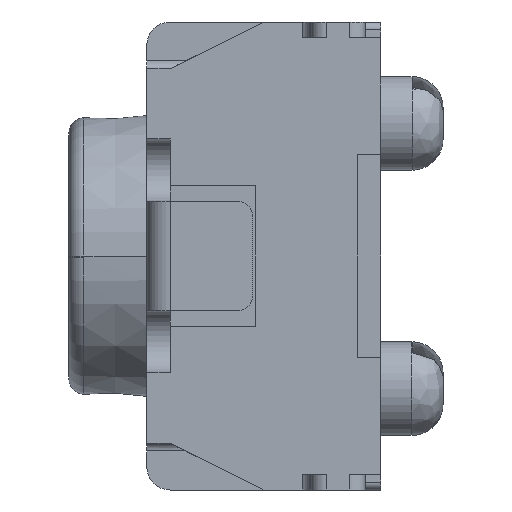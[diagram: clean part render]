
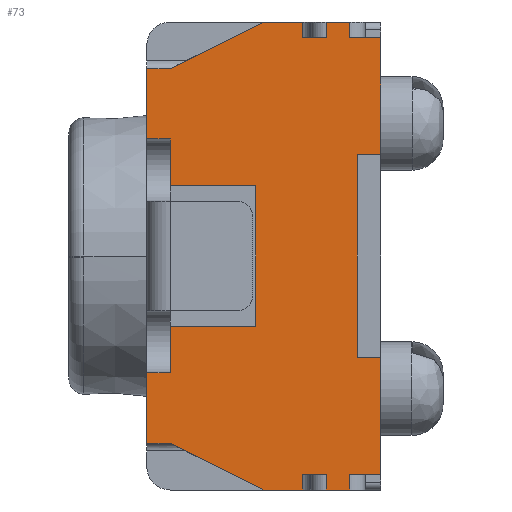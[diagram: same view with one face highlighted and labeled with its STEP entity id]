
A CAD part, left-side view. The second image highlights one B-rep face of the part: STEP entity #73.
In plain terms, the highlighted planar face has unit normal (-1, 0, 0).
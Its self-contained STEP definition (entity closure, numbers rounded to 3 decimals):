
#73=ADVANCED_FACE('',(#834),#835,.T.);
#834=FACE_OUTER_BOUND('',#2276,.T.);
#835=PLANE('',#2277);
#2276=EDGE_LOOP('',(#4564,#4565,#4566,#4567,#4568,#4569,#4570,#4571,#4572,#4573,#4574,#4575,#4576,#4577,#4578,#4579,#4580,#4581,#4582,#4583,#4584,#4585,#4586,#4587,#4588,#4589,#4590,#4591,#4592,#4593,#4594,#4595));
#2277=AXIS2_PLACEMENT_3D('',#4596,#4597,#4598);
#4564=ORIENTED_EDGE('',*,*,#10528,.T.);
#4565=ORIENTED_EDGE('',*,*,#9886,.F.);
#4566=ORIENTED_EDGE('',*,*,#10476,.F.);
#4567=ORIENTED_EDGE('',*,*,#10529,.T.);
#4568=ORIENTED_EDGE('',*,*,#10490,.T.);
#4569=ORIENTED_EDGE('',*,*,#10527,.T.);
#4570=ORIENTED_EDGE('',*,*,#10521,.F.);
#4571=ORIENTED_EDGE('',*,*,#10530,.T.);
#4572=ORIENTED_EDGE('',*,*,#10531,.F.);
#4573=ORIENTED_EDGE('',*,*,#10515,.F.);
#4574=ORIENTED_EDGE('',*,*,#10532,.T.);
#4575=ORIENTED_EDGE('',*,*,#10533,.T.);
#4576=ORIENTED_EDGE('',*,*,#10534,.F.);
#4577=ORIENTED_EDGE('',*,*,#10535,.F.);
#4578=ORIENTED_EDGE('',*,*,#10536,.F.);
#4579=ORIENTED_EDGE('',*,*,#10537,.F.);
#4580=ORIENTED_EDGE('',*,*,#10538,.T.);
#4581=ORIENTED_EDGE('',*,*,#10539,.F.);
#4582=ORIENTED_EDGE('',*,*,#10540,.T.);
#4583=ORIENTED_EDGE('',*,*,#10541,.T.);
#4584=ORIENTED_EDGE('',*,*,#10542,.F.);
#4585=ORIENTED_EDGE('',*,*,#10543,.F.);
#4586=ORIENTED_EDGE('',*,*,#10544,.T.);
#4587=ORIENTED_EDGE('',*,*,#10545,.F.);
#4588=ORIENTED_EDGE('',*,*,#10546,.F.);
#4589=ORIENTED_EDGE('',*,*,#10547,.T.);
#4590=ORIENTED_EDGE('',*,*,#10548,.F.);
#4591=ORIENTED_EDGE('',*,*,#10549,.T.);
#4592=ORIENTED_EDGE('',*,*,#10550,.F.);
#4593=ORIENTED_EDGE('',*,*,#9890,.F.);
#4594=ORIENTED_EDGE('',*,*,#10551,.F.);
#4595=ORIENTED_EDGE('',*,*,#10552,.F.);
#4596=CARTESIAN_POINT('',(-2.0,0.0,-1.5));
#4597=DIRECTION('',(-1.0,0.0,0.0));
#4598=DIRECTION('',(0.0,0.0,1.0));
#9886=EDGE_CURVE('',#11906,#11908,#11909,.T.);
#9890=EDGE_CURVE('',#11914,#11916,#11917,.T.);
#10476=EDGE_CURVE('',#13078,#11906,#13080,.T.);
#10490=EDGE_CURVE('',#13104,#13102,#13105,.T.);
#10515=EDGE_CURVE('',#13147,#13149,#13150,.T.);
#10521=EDGE_CURVE('',#13158,#13160,#13161,.T.);
#10527=EDGE_CURVE('',#13102,#13160,#13169,.T.);
#10528=EDGE_CURVE('',#13170,#11908,#13171,.T.);
#10529=EDGE_CURVE('',#13078,#13104,#13172,.T.);
#10530=EDGE_CURVE('',#13158,#13173,#13174,.T.);
#10531=EDGE_CURVE('',#13149,#13173,#13175,.T.);
#10532=EDGE_CURVE('',#13147,#13176,#13177,.T.);
#10533=EDGE_CURVE('',#13176,#13178,#13179,.T.);
#10534=EDGE_CURVE('',#13180,#13178,#13181,.T.);
#10535=EDGE_CURVE('',#13182,#13180,#13183,.T.);
#10536=EDGE_CURVE('',#13184,#13182,#13185,.T.);
#10537=EDGE_CURVE('',#13186,#13184,#13187,.T.);
#10538=EDGE_CURVE('',#13186,#13188,#13189,.T.);
#10539=EDGE_CURVE('',#13190,#13188,#13191,.T.);
#10540=EDGE_CURVE('',#13190,#13192,#13193,.T.);
#10541=EDGE_CURVE('',#13192,#13194,#13195,.T.);
#10542=EDGE_CURVE('',#13196,#13194,#13197,.T.);
#10543=EDGE_CURVE('',#13198,#13196,#13199,.T.);
#10544=EDGE_CURVE('',#13198,#13200,#13201,.T.);
#10545=EDGE_CURVE('',#13202,#13200,#13203,.T.);
#10546=EDGE_CURVE('',#13204,#13202,#13205,.T.);
#10547=EDGE_CURVE('',#13204,#13206,#13207,.T.);
#10548=EDGE_CURVE('',#13208,#13206,#13209,.T.);
#10549=EDGE_CURVE('',#13208,#13210,#13211,.T.);
#10550=EDGE_CURVE('',#11916,#13210,#13212,.T.);
#10551=EDGE_CURVE('',#13213,#11914,#13214,.T.);
#10552=EDGE_CURVE('',#13170,#13213,#13215,.T.);
#11906=VERTEX_POINT('',#15236);
#11908=VERTEX_POINT('',#15239);
#11909=LINE('',#15240,#15241);
#11914=VERTEX_POINT('',#15248);
#11916=VERTEX_POINT('',#15251);
#11917=LINE('',#15252,#15253);
#13078=VERTEX_POINT('',#16979);
#13080=LINE('',#16981,#16982);
#13102=VERTEX_POINT('',#17013);
#13104=VERTEX_POINT('',#17015);
#13105=LINE('',#17016,#17017);
#13147=VERTEX_POINT('',#17080);
#13149=VERTEX_POINT('',#17083);
#13150=LINE('',#17084,#17085);
#13158=VERTEX_POINT('',#17097);
#13160=VERTEX_POINT('',#17100);
#13161=LINE('',#17101,#17102);
#13169=LINE('',#17113,#17114);
#13170=VERTEX_POINT('',#17115);
#13171=LINE('',#17116,#17117);
#13172=LINE('',#17118,#17119);
#13173=VERTEX_POINT('',#17120);
#13174=LINE('',#17121,#17122);
#13175=LINE('',#17123,#17124);
#13176=VERTEX_POINT('',#17125);
#13177=LINE('',#17126,#17127);
#13178=VERTEX_POINT('',#17128);
#13179=LINE('',#17129,#17130);
#13180=VERTEX_POINT('',#17131);
#13181=LINE('',#17132,#17133);
#13182=VERTEX_POINT('',#17134);
#13183=LINE('',#17135,#17136);
#13184=VERTEX_POINT('',#17137);
#13185=LINE('',#17138,#17139);
#13186=VERTEX_POINT('',#17140);
#13187=LINE('',#17141,#17142);
#13188=VERTEX_POINT('',#17143);
#13189=LINE('',#17144,#17145);
#13190=VERTEX_POINT('',#17146);
#13191=LINE('',#17147,#17148);
#13192=VERTEX_POINT('',#17149);
#13193=LINE('',#17150,#17151);
#13194=VERTEX_POINT('',#17152);
#13195=LINE('',#17153,#17154);
#13196=VERTEX_POINT('',#17155);
#13197=LINE('',#17156,#17157);
#13198=VERTEX_POINT('',#17158);
#13199=LINE('',#17159,#17160);
#13200=VERTEX_POINT('',#17161);
#13201=LINE('',#17162,#17163);
#13202=VERTEX_POINT('',#17164);
#13203=LINE('',#17165,#17166);
#13204=VERTEX_POINT('',#17167);
#13205=LINE('',#17168,#17169);
#13206=VERTEX_POINT('',#17170);
#13207=LINE('',#17171,#17172);
#13208=VERTEX_POINT('',#17173);
#13209=LINE('',#17174,#17175);
#13210=VERTEX_POINT('',#17176);
#13211=LINE('',#17177,#17178);
#13212=LINE('',#17179,#17180);
#13213=VERTEX_POINT('',#17181);
#13214=LINE('',#17182,#17183);
#13215=LINE('',#17184,#17185);
#15236=CARTESIAN_POINT('',(-2.0,0.0,1.4));
#15239=CARTESIAN_POINT('',(-2.0,0.0,0.65));
#15240=CARTESIAN_POINT('',(-2.0,0.0,1.4));
#15241=VECTOR('',#20444,0.75);
#15248=CARTESIAN_POINT('',(-2.0,0.0,-0.65));
#15251=CARTESIAN_POINT('',(-2.0,0.0,-1.4));
#15252=CARTESIAN_POINT('',(-2.0,0.0,-0.65));
#15253=VECTOR('',#20448,0.75);
#16979=CARTESIAN_POINT('',(-2.0,0.2,1.4));
#16981=CARTESIAN_POINT('',(-2.0,0.2,1.4));
#16982=VECTOR('',#21074,0.2);
#17013=CARTESIAN_POINT('',(-2.0,0.35,1.5));
#17015=CARTESIAN_POINT('',(-2.0,0.2,1.5));
#17016=CARTESIAN_POINT('',(-2.0,0.2,1.5));
#17017=VECTOR('',#21096,0.15);
#17080=CARTESIAN_POINT('',(-2.0,1.35,1.2));
#17083=CARTESIAN_POINT('',(-2.0,0.75,1.5));
#17084=CARTESIAN_POINT('',(-2.0,1.35,1.2));
#17085=VECTOR('',#21136,0.671);
#17097=CARTESIAN_POINT('',(-2.0,0.5,1.4));
#17100=CARTESIAN_POINT('',(-2.0,0.35,1.4));
#17101=CARTESIAN_POINT('',(-2.0,0.5,1.4));
#17102=VECTOR('',#21142,0.15);
#17113=CARTESIAN_POINT('',(-2.0,0.35,1.5));
#17114=VECTOR('',#21152,0.1);
#17115=CARTESIAN_POINT('',(-2.0,0.15,0.65));
#17116=CARTESIAN_POINT('',(-2.0,0.15,0.65));
#17117=VECTOR('',#21153,0.15);
#17118=CARTESIAN_POINT('',(-2.0,0.2,1.4));
#17119=VECTOR('',#21154,0.1);
#17120=CARTESIAN_POINT('',(-2.0,0.5,1.5));
#17121=CARTESIAN_POINT('',(-2.0,0.5,1.4));
#17122=VECTOR('',#21155,0.1);
#17123=CARTESIAN_POINT('',(-2.0,0.75,1.5));
#17124=VECTOR('',#21156,0.25);
#17125=CARTESIAN_POINT('',(-2.0,1.5,1.2));
#17126=CARTESIAN_POINT('',(-2.0,1.35,1.2));
#17127=VECTOR('',#21157,0.15);
#17128=CARTESIAN_POINT('',(-2.0,1.5,0.75));
#17129=CARTESIAN_POINT('',(-2.0,1.5,1.2));
#17130=VECTOR('',#21158,0.45);
#17131=CARTESIAN_POINT('',(-2.0,1.35,0.75));
#17132=CARTESIAN_POINT('',(-2.0,1.35,0.75));
#17133=VECTOR('',#21159,0.15);
#17134=CARTESIAN_POINT('',(-2.0,1.35,0.45));
#17135=CARTESIAN_POINT('',(-2.0,1.35,0.45));
#17136=VECTOR('',#21160,0.3);
#17137=CARTESIAN_POINT('',(-2.0,0.8,0.45));
#17138=CARTESIAN_POINT('',(-2.0,0.8,0.45));
#17139=VECTOR('',#21161,0.55);
#17140=CARTESIAN_POINT('',(-2.0,0.8,-0.45));
#17141=CARTESIAN_POINT('',(-2.0,0.8,-0.45));
#17142=VECTOR('',#21162,0.9);
#17143=CARTESIAN_POINT('',(-2.0,1.35,-0.45));
#17144=CARTESIAN_POINT('',(-2.0,0.8,-0.45));
#17145=VECTOR('',#21163,0.55);
#17146=CARTESIAN_POINT('',(-2.0,1.35,-0.75));
#17147=CARTESIAN_POINT('',(-2.0,1.35,-0.75));
#17148=VECTOR('',#21164,0.3);
#17149=CARTESIAN_POINT('',(-2.0,1.5,-0.75));
#17150=CARTESIAN_POINT('',(-2.0,1.35,-0.75));
#17151=VECTOR('',#21165,0.15);
#17152=CARTESIAN_POINT('',(-2.0,1.5,-1.2));
#17153=CARTESIAN_POINT('',(-2.0,1.5,-0.75));
#17154=VECTOR('',#21166,0.45);
#17155=CARTESIAN_POINT('',(-2.0,1.35,-1.2));
#17156=CARTESIAN_POINT('',(-2.0,1.35,-1.2));
#17157=VECTOR('',#21167,0.15);
#17158=CARTESIAN_POINT('',(-2.0,0.75,-1.5));
#17159=CARTESIAN_POINT('',(-2.0,0.75,-1.5));
#17160=VECTOR('',#21168,0.671);
#17161=CARTESIAN_POINT('',(-2.0,0.5,-1.5));
#17162=CARTESIAN_POINT('',(-2.0,0.75,-1.5));
#17163=VECTOR('',#21169,0.25);
#17164=CARTESIAN_POINT('',(-2.0,0.5,-1.4));
#17165=CARTESIAN_POINT('',(-2.0,0.5,-1.4));
#17166=VECTOR('',#21170,0.1);
#17167=CARTESIAN_POINT('',(-2.0,0.35,-1.4));
#17168=CARTESIAN_POINT('',(-2.0,0.35,-1.4));
#17169=VECTOR('',#21171,0.15);
#17170=CARTESIAN_POINT('',(-2.0,0.35,-1.5));
#17171=CARTESIAN_POINT('',(-2.0,0.35,-1.4));
#17172=VECTOR('',#21172,0.1);
#17173=CARTESIAN_POINT('',(-2.0,0.2,-1.5));
#17174=CARTESIAN_POINT('',(-2.0,0.2,-1.5));
#17175=VECTOR('',#21173,0.15);
#17176=CARTESIAN_POINT('',(-2.0,0.2,-1.4));
#17177=CARTESIAN_POINT('',(-2.0,0.2,-1.5));
#17178=VECTOR('',#21174,0.1);
#17179=CARTESIAN_POINT('',(-2.0,0.0,-1.4));
#17180=VECTOR('',#21175,0.2);
#17181=CARTESIAN_POINT('',(-2.0,0.15,-0.65));
#17182=CARTESIAN_POINT('',(-2.0,0.15,-0.65));
#17183=VECTOR('',#21176,0.15);
#17184=CARTESIAN_POINT('',(-2.0,0.15,0.65));
#17185=VECTOR('',#21177,1.3);
#20444=DIRECTION('',(0.0,0.0,-1.0));
#20448=DIRECTION('',(0.0,0.0,-1.0));
#21074=DIRECTION('',(0.0,-1.0,0.0));
#21096=DIRECTION('',(0.0,1.0,0.0));
#21136=DIRECTION('',(0.0,-0.894,0.447));
#21142=DIRECTION('',(0.0,-1.0,0.0));
#21152=DIRECTION('',(0.0,0.0,-1.0));
#21153=DIRECTION('',(0.0,-1.0,0.0));
#21154=DIRECTION('',(0.0,0.0,1.0));
#21155=DIRECTION('',(0.0,0.0,1.0));
#21156=DIRECTION('',(0.0,-1.0,0.));
#21157=DIRECTION('',(0.0,1.0,0.));
#21158=DIRECTION('',(0.0,0.0,-1.0));
#21159=DIRECTION('',(0.0,1.0,0.0));
#21160=DIRECTION('',(0.0,0.0,1.0));
#21161=DIRECTION('',(0.0,1.0,0.0));
#21162=DIRECTION('',(0.0,0.0,1.0));
#21163=DIRECTION('',(0.0,1.0,0.0));
#21164=DIRECTION('',(0.0,0.0,1.0));
#21165=DIRECTION('',(0.0,1.0,0.0));
#21166=DIRECTION('',(0.0,0.0,-1.0));
#21167=DIRECTION('',(0.0,1.0,0.));
#21168=DIRECTION('',(0.0,0.894,0.447));
#21169=DIRECTION('',(0.0,-1.0,0.));
#21170=DIRECTION('',(0.0,0.0,-1.0));
#21171=DIRECTION('',(0.0,1.0,0.0));
#21172=DIRECTION('',(0.0,0.0,-1.0));
#21173=DIRECTION('',(0.0,1.0,0.0));
#21174=DIRECTION('',(0.0,0.0,1.0));
#21175=DIRECTION('',(0.0,1.0,0.0));
#21176=DIRECTION('',(0.0,-1.0,0.0));
#21177=DIRECTION('',(0.0,0.0,-1.0));
